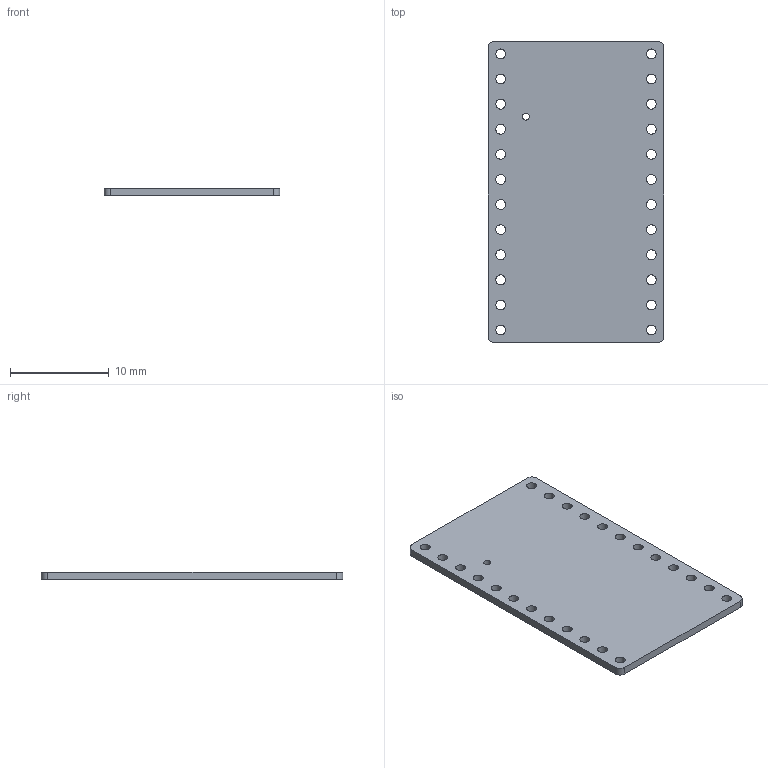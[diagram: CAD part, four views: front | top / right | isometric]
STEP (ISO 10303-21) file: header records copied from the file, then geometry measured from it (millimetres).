
FILE_DESCRIPTION(('KiCad electronic assembly'),'2;1');
FILE_NAME('ProMicro_GPS.step','2020-08-14T18:15:06',('An Author'),( 'A Company'),'Open CASCADE STEP processor 7.3', 'KiCad to STEP converter','Unknown');
FILE_SCHEMA(('AUTOMOTIVE_DESIGN { 1 0 10303 214 1 1 1 1 }'));
Length unit declared in the file: millimetre
Products named in the file (2): Open CASCADE STEP translator 7.3 1; COMPOUND
Assembly tree (1 placements, depth 2):
  Open CASCADE STEP translator 7.3 1
    COMPOUND
Bounding box: 17.78 x 30.48 x 0.8 mm (x, y, z)
Volume: 417.9 mm3; surface area: 1183.1 mm2
Topology: 1 solids, 1 shells, 35 faces, 99 edges, 66 vertices
Faces by surface type: cylinder 29, plane 6
Full cylindrical faces by diameter (mm): 0.7 x1, 1 x24
Entity records: 2605 total; most frequent: DIRECTION 429, CARTESIAN_POINT 400, ORIENTED_EDGE 198, PCURVE 198, DEFINITIONAL_REPRESENTATION 198, LINE 181, VECTOR 181, CIRCLE 116
